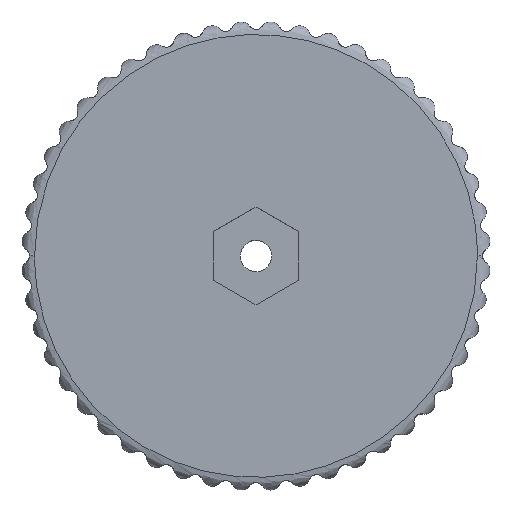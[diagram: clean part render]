
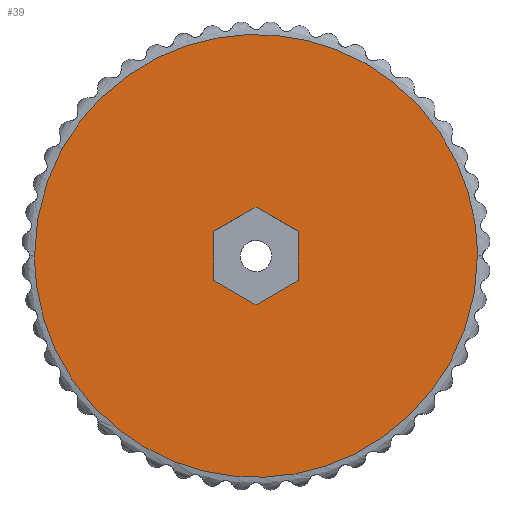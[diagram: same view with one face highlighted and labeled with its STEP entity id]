
A CAD part, top view. The second image highlights one B-rep face of the part: STEP entity #39.
In plain terms, the highlighted planar face has unit normal (0, 0, 1).
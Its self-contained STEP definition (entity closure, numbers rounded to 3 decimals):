
#17=FACE_BOUND('',#399,.T.);
#39=ADVANCED_FACE('',(#217,#17),#3004,.T.);
#217=FACE_OUTER_BOUND('',#398,.T.);
#398=EDGE_LOOP('',(#698,#699));
#399=EDGE_LOOP('',(#700,#701,#702,#703,#704,#705));
#698=ORIENTED_EDGE('',*,*,#2086,.F.);
#699=ORIENTED_EDGE('',*,*,#1625,.F.);
#700=ORIENTED_EDGE('',*,*,#2068,.T.);
#701=ORIENTED_EDGE('',*,*,#2070,.T.);
#702=ORIENTED_EDGE('',*,*,#2078,.T.);
#703=ORIENTED_EDGE('',*,*,#2073,.T.);
#704=ORIENTED_EDGE('',*,*,#2075,.T.);
#705=ORIENTED_EDGE('',*,*,#2079,.T.);
#1625=EDGE_CURVE('',#2630,#2937,#2435,.T.);
#2068=EDGE_CURVE('',#2927,#2928,#2403,.T.);
#2070=EDGE_CURVE('',#2928,#2929,#2405,.T.);
#2073=EDGE_CURVE('',#2930,#2931,#2408,.T.);
#2075=EDGE_CURVE('',#2931,#2932,#2410,.T.);
#2078=EDGE_CURVE('',#2929,#2930,#2413,.T.);
#2079=EDGE_CURVE('',#2932,#2927,#2414,.T.);
#2086=EDGE_CURVE('',#2937,#2630,#2597,.T.);
#2403=B_SPLINE_CURVE_WITH_KNOTS('',1,(#13191,#13192,#13193),
 .UNSPECIFIED.,.F.,.F.,(2,1,2),(-22.517,-20.64,-18.764),
 .UNSPECIFIED.);
#2405=B_SPLINE_CURVE_WITH_KNOTS('',1,(#13197,#13198,#13199),
 .UNSPECIFIED.,.F.,.F.,(2,1,2),(-18.764,-16.887,-15.011),
 .UNSPECIFIED.);
#2408=B_SPLINE_CURVE_WITH_KNOTS('',1,(#13206,#13207,#13208),
 .UNSPECIFIED.,.F.,.F.,(2,1,2),(-11.258,-9.382,-7.506),
 .UNSPECIFIED.);
#2410=B_SPLINE_CURVE_WITH_KNOTS('',1,(#13212,#13213,#13214),
 .UNSPECIFIED.,.F.,.F.,(2,1,2),(-7.506,-5.629,-3.753),
 .UNSPECIFIED.);
#2413=B_SPLINE_CURVE_WITH_KNOTS('',1,(#13221,#13222,#13223),
 .UNSPECIFIED.,.F.,.F.,(2,1,2),(-15.011,-13.135,-11.258),
 .UNSPECIFIED.);
#2414=B_SPLINE_CURVE_WITH_KNOTS('',1,(#13224,#13225,#13226),
 .UNSPECIFIED.,.F.,.F.,(2,1,2),(-3.753,-1.876,0.),
 .UNSPECIFIED.);
#2435=(
BOUNDED_CURVE()
B_SPLINE_CURVE(2,(#8627,#8628,#8629,#8630,#8631),.UNSPECIFIED.,.F.,.F.)
B_SPLINE_CURVE_WITH_KNOTS((3,2,3),(0.,26.703,53.407),
 .UNSPECIFIED.)
CURVE()
GEOMETRIC_REPRESENTATION_ITEM()
RATIONAL_B_SPLINE_CURVE((1.,0.707,1.,0.707,1.))
REPRESENTATION_ITEM('')
);
#2597=(
BOUNDED_CURVE()
B_SPLINE_CURVE(2,(#13249,#13250,#13251,#13252,#13253),.UNSPECIFIED.,.F.,
 .F.)
B_SPLINE_CURVE_WITH_KNOTS((3,2,3),(53.407,80.11,106.813),
 .UNSPECIFIED.)
CURVE()
GEOMETRIC_REPRESENTATION_ITEM()
RATIONAL_B_SPLINE_CURVE((1.,0.707,1.,0.707,1.))
REPRESENTATION_ITEM('')
);
#2630=VERTEX_POINT('',#7610);
#2927=VERTEX_POINT('',#7907);
#2928=VERTEX_POINT('',#7908);
#2929=VERTEX_POINT('',#7909);
#2930=VERTEX_POINT('',#7910);
#2931=VERTEX_POINT('',#7911);
#2932=VERTEX_POINT('',#7912);
#2937=VERTEX_POINT('',#7917);
#3004=PLANE('',#3319);
#3319=AXIS2_PLACEMENT_3D('',#6671,#3442,$);
#3442=DIRECTION('',(0.,0.,1.));
#6671=CARTESIAN_POINT('',(181.43,18.402,25.));
#7610=CARTESIAN_POINT('',(216.79,0.042,25.));
#7907=CARTESIAN_POINT('',(203.04,-1.834,25.));
#7908=CARTESIAN_POINT('',(199.79,-3.711,25.));
#7909=CARTESIAN_POINT('',(196.54,-1.834,25.));
#7910=CARTESIAN_POINT('',(196.54,1.918,25.));
#7911=CARTESIAN_POINT('',(199.79,3.795,25.));
#7912=CARTESIAN_POINT('',(203.04,1.918,25.));
#7917=CARTESIAN_POINT('',(182.79,0.042,25.));
#8627=CARTESIAN_POINT('',(216.79,0.042,25.));
#8628=CARTESIAN_POINT('',(216.79,-16.958,25.));
#8629=CARTESIAN_POINT('',(199.79,-16.958,25.));
#8630=CARTESIAN_POINT('',(182.79,-16.958,25.));
#8631=CARTESIAN_POINT('',(182.79,0.042,25.));
#13191=CARTESIAN_POINT('',(203.04,-1.834,25.));
#13192=CARTESIAN_POINT('',(201.415,-2.773,25.));
#13193=CARTESIAN_POINT('',(199.79,-3.711,25.));
#13197=CARTESIAN_POINT('',(199.79,-3.711,25.));
#13198=CARTESIAN_POINT('',(198.165,-2.773,25.));
#13199=CARTESIAN_POINT('',(196.54,-1.834,25.));
#13206=CARTESIAN_POINT('',(196.54,1.918,25.));
#13207=CARTESIAN_POINT('',(198.165,2.857,25.));
#13208=CARTESIAN_POINT('',(199.79,3.795,25.));
#13212=CARTESIAN_POINT('',(199.79,3.795,25.));
#13213=CARTESIAN_POINT('',(201.415,2.857,25.));
#13214=CARTESIAN_POINT('',(203.04,1.918,25.));
#13221=CARTESIAN_POINT('',(196.54,-1.834,25.));
#13222=CARTESIAN_POINT('',(196.54,0.042,25.));
#13223=CARTESIAN_POINT('',(196.54,1.918,25.));
#13224=CARTESIAN_POINT('',(203.04,1.918,25.));
#13225=CARTESIAN_POINT('',(203.04,0.042,25.));
#13226=CARTESIAN_POINT('',(203.04,-1.834,25.));
#13249=CARTESIAN_POINT('',(182.79,0.042,25.));
#13250=CARTESIAN_POINT('',(182.79,17.042,25.));
#13251=CARTESIAN_POINT('',(199.79,17.042,25.));
#13252=CARTESIAN_POINT('',(216.79,17.042,25.));
#13253=CARTESIAN_POINT('',(216.79,0.042,25.));
